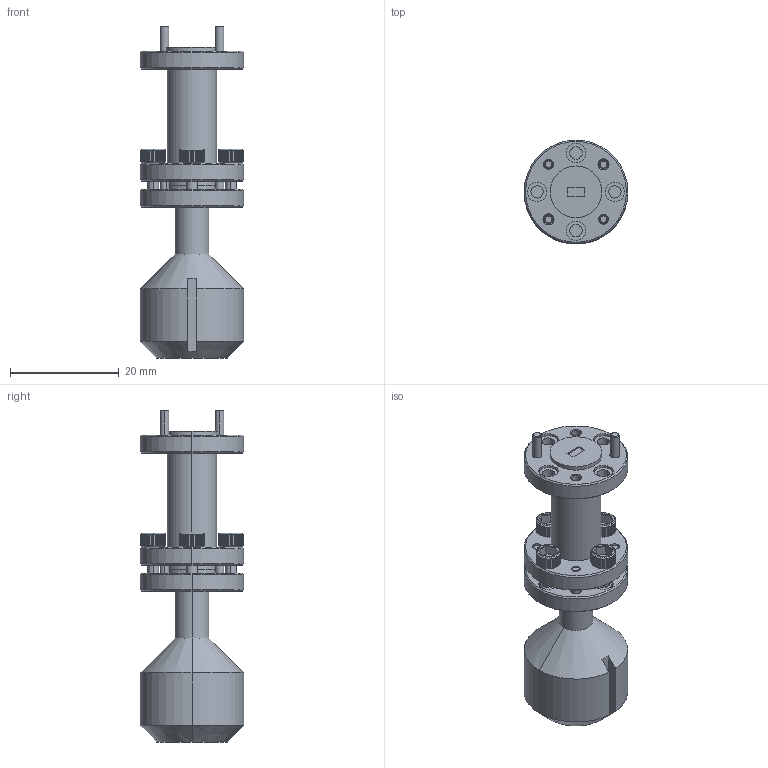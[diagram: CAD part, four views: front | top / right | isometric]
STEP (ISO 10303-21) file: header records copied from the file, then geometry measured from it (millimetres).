
FILE_DESCRIPTION (( 'STEP AP203' ), '1' );
FILE_NAME ('SAF-7138631630-12-S1.STEP', '2019-02-07T01:13:20', ( '' ), ( '' ), 'SwSTEP 2.0', 'SolidWorks 2016', '' );
FILE_SCHEMA (( 'CONFIG_CONTROL_DESIGN' ));
Length unit declared in the file: inch
Products named in the file (1): SAF-7138631630-12-S1
Bounding box: 19.05 x 19.05 x 61.02 mm (x, y, z)
Volume: 8624.4 mm3; surface area: 5349.4 mm2
Topology: 12 solids, 12 shells, 801 faces, 2132 edges, 1386 vertices
Faces by surface type: plane 446, cylinder 267, cone 80, torus 8
Entity records: 25959 total; most frequent: CARTESIAN_POINT 6844, ORIENTED_EDGE 4264, DIRECTION 3574, EDGE_CURVE 2132, AXIS2_PLACEMENT_3D 1390, VERTEX_POINT 1386, EDGE_LOOP 880, ADVANCED_FACE 801
